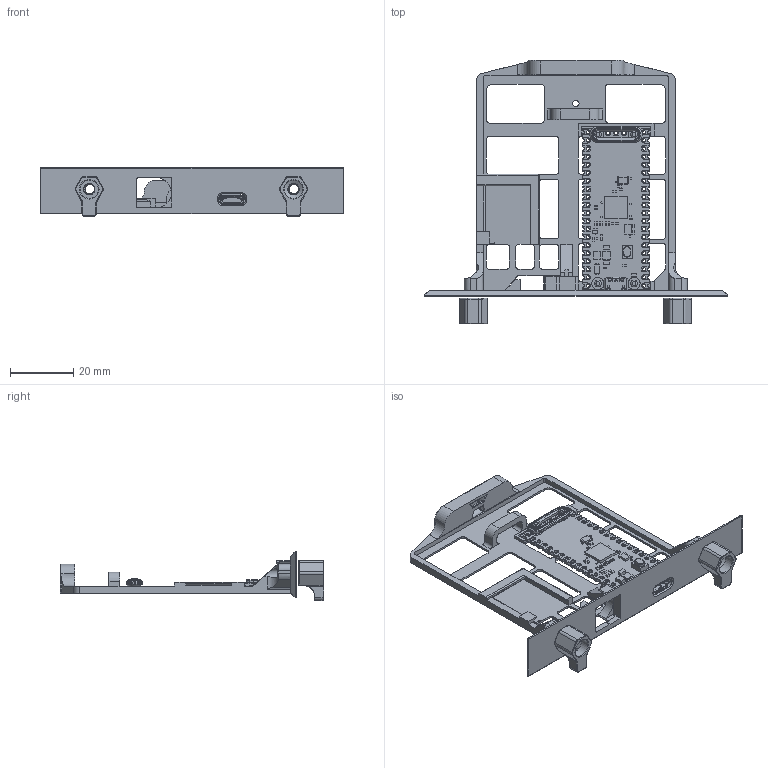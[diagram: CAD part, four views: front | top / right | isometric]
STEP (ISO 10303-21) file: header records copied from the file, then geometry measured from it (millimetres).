
FILE_DESCRIPTION(/* description */ (''),/* implementation_level */ '2;1');
FILE_NAME(/* name */ 'Electronics_Slider_Pi_Pico_and_Micro_BEC6-60.step',/* time_stamp */ '2022-08-20T16:25:43+02:00',/* author */ (''),/* organization */ (''),/* preprocessor_version */ 'ST-DEVELOPER v19',/* originating_system */ 'Autodesk Translation Framework v11.7.0.108',/* authorisation */ '');
FILE_SCHEMA (('AUTOMOTIVE_DESIGN { 1 0 10303 214 3 1 1 }'));
Products named in the file (2): Board_Sleigh; Pi_Pico
Assembly tree (1 placements, depth 2):
  Board_Sleigh
    Pi_Pico
Bounding box: 95.63 x 83.09 x 15.48 mm (x, y, z)
Volume: 8412.8 mm3; surface area: 15568.6 mm2
Topology: 6 solids, 6 shells, 2031 faces, 5293 edges, 3292 vertices
Faces by surface type: plane 885, cylinder 771, torus 260, bspline 76, sphere 25, cone 14
Full cylindrical faces by diameter (mm): 1 x43, 1.5 x7, 1.7 x2, 2 x7, 2.1 x4, 3 x4, 3.4 x2, 3.8 x8, 5.8 x2, 6.2 x2
Entity records: 64872 total; most frequent: CARTESIAN_POINT 13544, DIRECTION 10901, ORIENTED_EDGE 10540, EDGE_CURVE 5270, AXIS2_PLACEMENT_3D 3863, VERTEX_POINT 3291, LINE 3175, VECTOR 3175
